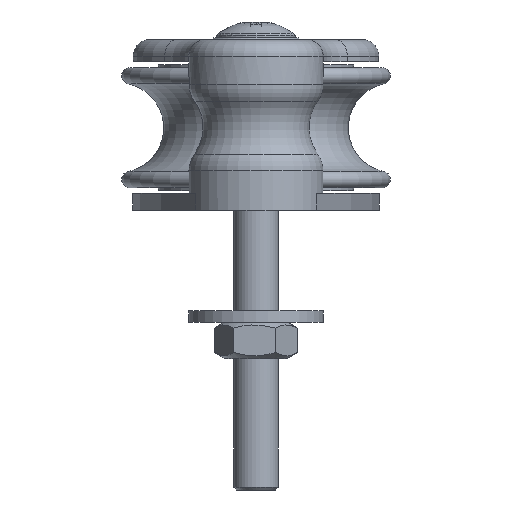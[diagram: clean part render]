
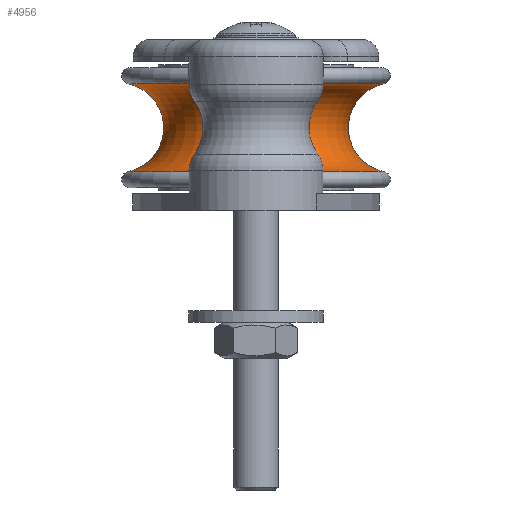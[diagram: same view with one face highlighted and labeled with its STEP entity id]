
A CAD part, left-side view. The second image highlights one B-rep face of the part: STEP entity #4956.
In plain terms, the highlighted toroidal (fillet/blend) face has major radius 24.5 mm and minor radius 8 mm.
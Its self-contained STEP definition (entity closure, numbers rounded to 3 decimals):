
#17=TOROIDAL_SURFACE('',#5377,24.5,8.);
#824=FACE_BOUND('',#1452,.T.);
#1050=FACE_OUTER_BOUND('',#1451,.T.);
#1451=EDGE_LOOP('',(#3729));
#1452=EDGE_LOOP('',(#3730));
#1877=CIRCLE('',#5376,22.829);
#1878=CIRCLE('',#5378,22.763);
#2305=VERTEX_POINT('',#8159);
#2306=VERTEX_POINT('',#8162);
#2853=EDGE_CURVE('',#2305,#2305,#1877,.T.);
#2854=EDGE_CURVE('',#2306,#2306,#1878,.T.);
#3729=ORIENTED_EDGE('',*,*,#2854,.F.);
#3730=ORIENTED_EDGE('',*,*,#2853,.T.);
#4956=ADVANCED_FACE('',(#1050,#824),#17,.F.);
#5376=AXIS2_PLACEMENT_3D('',#8160,#6309,#6310);
#5377=AXIS2_PLACEMENT_3D('',#8161,#6311,#6312);
#5378=AXIS2_PLACEMENT_3D('',#8163,#6313,#6314);
#6309=DIRECTION('center_axis',(0.,0.,
-1.));
#6310=DIRECTION('ref_axis',(1.,0.,0.));
#6311=DIRECTION('center_axis',(0.,0.,
-1.));
#6312=DIRECTION('ref_axis',(0.,1.,0.));
#6313=DIRECTION('center_axis',(0.,0.,
-1.));
#6314=DIRECTION('ref_axis',(1.,0.,0.));
#8159=CARTESIAN_POINT('',(-185.171,0.,22.573));
#8160=CARTESIAN_POINT('Origin',(-208.,0.,22.573));
#8161=CARTESIAN_POINT('Origin',(-208.,0.,14.749));
#8162=CARTESIAN_POINT('',(-185.237,0.,6.94));
#8163=CARTESIAN_POINT('Origin',(-208.,0.,6.94));
